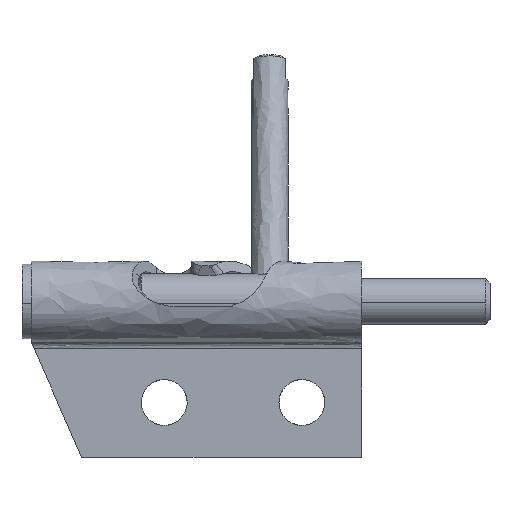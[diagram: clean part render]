
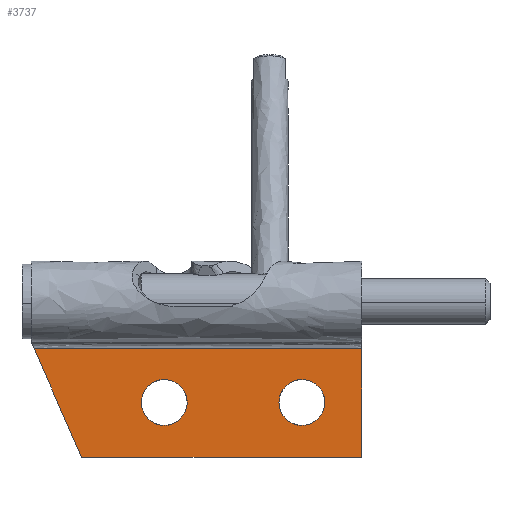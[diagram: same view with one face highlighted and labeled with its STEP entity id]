
A CAD part, front view. The second image highlights one B-rep face of the part: STEP entity #3737.
In plain terms, the highlighted free-form (B-spline) face has degree [1, 1] with [2, 2] control points.
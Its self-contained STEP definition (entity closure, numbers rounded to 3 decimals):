
#1507=CARTESIAN_POINT('',(-26.931,-2.3,-3.947));
#1508=VERTEX_POINT('',#1507);
#1509=CARTESIAN_POINT('',(-30.0,-2.3,-5.0));
#1510=VERTEX_POINT('',#1509);
#1511=CARTESIAN_POINT('',(-26.931,-2.3,-3.947));
#1512=CARTESIAN_POINT('',(-28.285,-2.3,-5.0));
#1513=CARTESIAN_POINT('',(-30.0,-2.3,-5.0));
#1521=(BOUNDED_CURVE()B_SPLINE_CURVE(2,(#1511,#1512,#1513),.UNSPECIFIED.,.F.,.U.)B_SPLINE_CURVE_WITH_KNOTS((3,3),(0.894,1.0),.UNSPECIFIED.)CURVE()GEOMETRIC_REPRESENTATION_ITEM()RATIONAL_B_SPLINE_CURVE((0.857,0.876,1.0))REPRESENTATION_ITEM(''));
#1522=EDGE_CURVE('',#1508,#1510,#1521,.T.);
#1565=CARTESIAN_POINT('',(-26.434,-2.3,3.505));
#1566=VERTEX_POINT('',#1565);
#1572=CARTESIAN_POINT('',(-30.0,-2.3,5.0));
#1573=VERTEX_POINT('',#1572);
#1574=CARTESIAN_POINT('',(-30.0,-2.3,5.0));
#1575=CARTESIAN_POINT('',(-27.903,-2.3,5.));
#1576=CARTESIAN_POINT('',(-26.434,-2.3,3.505));
#1584=(BOUNDED_CURVE()B_SPLINE_CURVE(2,(#1574,#1575,#1576),.UNSPECIFIED.,.F.,.U.)B_SPLINE_CURVE_WITH_KNOTS((3,3),(0.5,0.626),.UNSPECIFIED.)CURVE()GEOMETRIC_REPRESENTATION_ITEM()RATIONAL_B_SPLINE_CURVE((1.0,0.852,0.854))REPRESENTATION_ITEM(''));
#1585=EDGE_CURVE('',#1573,#1566,#1584,.T.);
#1587=CARTESIAN_POINT('',(-30.0,-2.3,-5.0));
#1588=CARTESIAN_POINT('',(-35.,-2.3,-5.));
#1589=CARTESIAN_POINT('',(-35.,-2.3,0.0));
#1590=CARTESIAN_POINT('',(-35.,-2.3,5.));
#1591=CARTESIAN_POINT('',(-30.0,-2.3,5.0));
#1599=(BOUNDED_CURVE()B_SPLINE_CURVE(2,(#1587,#1588,#1589,#1590,#1591),.UNSPECIFIED.,.F.,.U.)B_SPLINE_CURVE_WITH_KNOTS((3,2,3),(0.0,0.25,0.5),.UNSPECIFIED.)CURVE()GEOMETRIC_REPRESENTATION_ITEM()RATIONAL_B_SPLINE_CURVE((1.0,0.707,1.0,0.707,1.0))REPRESENTATION_ITEM(''));
#1600=EDGE_CURVE('',#1510,#1573,#1599,.T.);
#1627=CARTESIAN_POINT('',(-26.434,-2.3,3.505));
#1628=CARTESIAN_POINT('',(-25.,-2.3,2.046));
#1629=CARTESIAN_POINT('',(-25.0,-2.3,0.0));
#1630=CARTESIAN_POINT('',(-25.,-2.3,-2.446));
#1631=CARTESIAN_POINT('',(-26.931,-2.3,-3.947));
#1639=(BOUNDED_CURVE()B_SPLINE_CURVE(2,(#1627,#1628,#1629,#1630,#1631),.UNSPECIFIED.,.F.,.U.)B_SPLINE_CURVE_WITH_KNOTS((3,2,3),(0.626,0.75,0.894),.UNSPECIFIED.)CURVE()GEOMETRIC_REPRESENTATION_ITEM()RATIONAL_B_SPLINE_CURVE((0.854,0.855,1.0,0.832,0.857))REPRESENTATION_ITEM(''));
#1640=EDGE_CURVE('',#1566,#1508,#1639,.T.);
#1697=CARTESIAN_POINT('',(3.069,-2.3,-3.947));
#1698=VERTEX_POINT('',#1697);
#1699=CARTESIAN_POINT('',(0.0,-2.3,-5.0));
#1700=VERTEX_POINT('',#1699);
#1701=CARTESIAN_POINT('',(3.069,-2.3,-3.947));
#1702=CARTESIAN_POINT('',(1.715,-2.3,-5.));
#1703=CARTESIAN_POINT('',(0.0,-2.3,-5.0));
#1711=(BOUNDED_CURVE()B_SPLINE_CURVE(2,(#1701,#1702,#1703),.UNSPECIFIED.,.F.,.U.)B_SPLINE_CURVE_WITH_KNOTS((3,3),(0.894,1.0),.UNSPECIFIED.)CURVE()GEOMETRIC_REPRESENTATION_ITEM()RATIONAL_B_SPLINE_CURVE((0.857,0.876,1.0))REPRESENTATION_ITEM(''));
#1712=EDGE_CURVE('',#1698,#1700,#1711,.T.);
#1755=CARTESIAN_POINT('',(3.566,-2.3,3.505));
#1756=VERTEX_POINT('',#1755);
#1762=CARTESIAN_POINT('',(0.0,-2.3,5.0));
#1763=VERTEX_POINT('',#1762);
#1764=CARTESIAN_POINT('',(0.0,-2.3,5.0));
#1765=CARTESIAN_POINT('',(2.097,-2.3,5.));
#1766=CARTESIAN_POINT('',(3.566,-2.3,3.505));
#1774=(BOUNDED_CURVE()B_SPLINE_CURVE(2,(#1764,#1765,#1766),.UNSPECIFIED.,.F.,.U.)B_SPLINE_CURVE_WITH_KNOTS((3,3),(0.5,0.626),.UNSPECIFIED.)CURVE()GEOMETRIC_REPRESENTATION_ITEM()RATIONAL_B_SPLINE_CURVE((1.0,0.852,0.854))REPRESENTATION_ITEM(''));
#1775=EDGE_CURVE('',#1763,#1756,#1774,.T.);
#1777=CARTESIAN_POINT('',(0.0,-2.3,-5.0));
#1778=CARTESIAN_POINT('',(-5.,-2.3,-5.));
#1779=CARTESIAN_POINT('',(-5.0,-2.3,0.0));
#1780=CARTESIAN_POINT('',(-5.,-2.3,5.));
#1781=CARTESIAN_POINT('',(0.0,-2.3,5.0));
#1789=(BOUNDED_CURVE()B_SPLINE_CURVE(2,(#1777,#1778,#1779,#1780,#1781),.UNSPECIFIED.,.F.,.U.)B_SPLINE_CURVE_WITH_KNOTS((3,2,3),(0.0,0.25,0.5),.UNSPECIFIED.)CURVE()GEOMETRIC_REPRESENTATION_ITEM()RATIONAL_B_SPLINE_CURVE((1.0,0.707,1.0,0.707,1.0))REPRESENTATION_ITEM(''));
#1790=EDGE_CURVE('',#1700,#1763,#1789,.T.);
#1817=CARTESIAN_POINT('',(3.566,-2.3,3.505));
#1818=CARTESIAN_POINT('',(5.,-2.3,2.046));
#1819=CARTESIAN_POINT('',(5.0,-2.3,0.0));
#1820=CARTESIAN_POINT('',(5.,-2.3,-2.446));
#1821=CARTESIAN_POINT('',(3.069,-2.3,-3.947));
#1829=(BOUNDED_CURVE()B_SPLINE_CURVE(2,(#1817,#1818,#1819,#1820,#1821),.UNSPECIFIED.,.F.,.U.)B_SPLINE_CURVE_WITH_KNOTS((3,2,3),(0.626,0.75,0.894),.UNSPECIFIED.)CURVE()GEOMETRIC_REPRESENTATION_ITEM()RATIONAL_B_SPLINE_CURVE((0.854,0.855,1.0,0.832,0.857))REPRESENTATION_ITEM(''));
#1830=EDGE_CURVE('',#1756,#1698,#1829,.T.);
#3276=CARTESIAN_POINT('',(-58.345,-2.3,11.7));
#3277=VERTEX_POINT('',#3276);
#3293=CARTESIAN_POINT('',(13.0,-2.3,11.7));
#3294=VERTEX_POINT('',#3293);
#3295=CARTESIAN_POINT('',(13.0,-2.3,11.7));
#3296=CARTESIAN_POINT('',(-58.345,-2.3,11.7));
#3297=QUASI_UNIFORM_CURVE('',1,(#3295,#3296),.UNSPECIFIED.,.F.,.U.);
#3298=EDGE_CURVE('',#3294,#3277,#3297,.T.);
#3341=CARTESIAN_POINT('',(-48.0,-2.3,-12.0));
#3342=VERTEX_POINT('',#3341);
#3348=CARTESIAN_POINT('',(-58.345,-2.3,11.7));
#3349=CARTESIAN_POINT('',(-48.0,-2.3,-12.0));
#3350=QUASI_UNIFORM_CURVE('',1,(#3348,#3349),.UNSPECIFIED.,.F.,.U.);
#3351=EDGE_CURVE('',#3277,#3342,#3350,.T.);
#3432=CARTESIAN_POINT('',(13.0,-2.3,-12.0));
#3433=VERTEX_POINT('',#3432);
#3434=CARTESIAN_POINT('',(13.0,-2.3,11.7));
#3435=CARTESIAN_POINT('',(13.0,-2.3,-12.0));
#3436=QUASI_UNIFORM_CURVE('',1,(#3434,#3435),.UNSPECIFIED.,.F.,.U.);
#3437=EDGE_CURVE('',#3294,#3433,#3436,.T.);
#3675=CARTESIAN_POINT('',(-48.0,-2.3,-12.0));
#3676=CARTESIAN_POINT('',(13.0,-2.3,-12.0));
#3677=QUASI_UNIFORM_CURVE('',1,(#3675,#3676),.UNSPECIFIED.,.F.,.U.);
#3678=EDGE_CURVE('',#3342,#3433,#3677,.T.);
#3714=CARTESIAN_POINT('',(-61.909,-2.3,12.884));
#3715=CARTESIAN_POINT('',(-61.909,-2.3,-13.184));
#3716=CARTESIAN_POINT('',(16.564,-2.3,12.884));
#3717=CARTESIAN_POINT('',(16.564,-2.3,-13.184));
#3718=B_SPLINE_SURFACE_WITH_KNOTS('',1,1,((#3714,#3716),(#3715,#3717)),.UNSPECIFIED.,.F.,.F.,.U.,(2,2),(2,2),(0.0,26.068),(0.0,78.473),.UNSPECIFIED.);
#3719=ORIENTED_EDGE('',*,*,#3437,.F.);
#3720=ORIENTED_EDGE('',*,*,#3298,.T.);
#3721=ORIENTED_EDGE('',*,*,#3351,.T.);
#3722=ORIENTED_EDGE('',*,*,#3678,.T.);
#3723=EDGE_LOOP('',(#3719,#3720,#3721,#3722));
#3724=FACE_OUTER_BOUND('',#3723,.T.);
#3725=ORIENTED_EDGE('',*,*,#1790,.T.);
#3726=ORIENTED_EDGE('',*,*,#1775,.T.);
#3727=ORIENTED_EDGE('',*,*,#1830,.T.);
#3728=ORIENTED_EDGE('',*,*,#1712,.T.);
#3729=EDGE_LOOP('',(#3725,#3726,#3727,#3728));
#3730=FACE_BOUND('',#3729,.T.);
#3731=ORIENTED_EDGE('',*,*,#1600,.T.);
#3732=ORIENTED_EDGE('',*,*,#1585,.T.);
#3733=ORIENTED_EDGE('',*,*,#1640,.T.);
#3734=ORIENTED_EDGE('',*,*,#1522,.T.);
#3735=EDGE_LOOP('',(#3731,#3732,#3733,#3734));
#3736=FACE_BOUND('',#3735,.T.);
#3737=ADVANCED_FACE('',(#3724,#3730,#3736),#3718,.T.);
